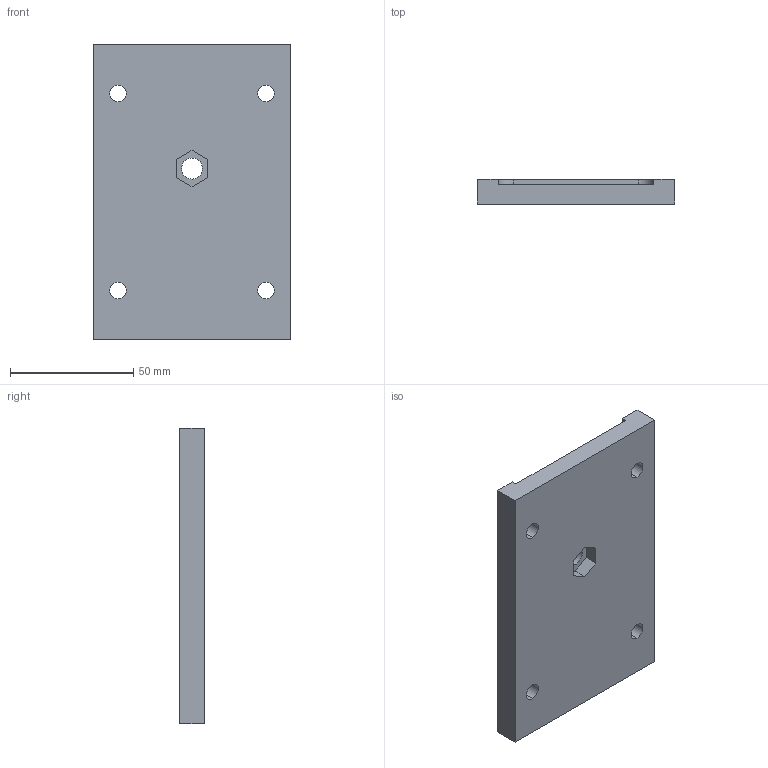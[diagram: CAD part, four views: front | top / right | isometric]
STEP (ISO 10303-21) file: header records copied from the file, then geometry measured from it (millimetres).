
FILE_DESCRIPTION (( 'STEP AP214' ), '1' );
FILE_NAME ('BenchWheelSpacer-Boss-Extrude4.STEP', '2022-07-20T03:52:41', ( '' ), ( '' ), 'SwSTEP 2.0', 'SolidWorks 2021', '' );
FILE_SCHEMA (( 'AUTOMOTIVE_DESIGN' ));
Length unit declared in the file: millimetre
Products named in the file (1): BenchWheelSpacer-Boss-Extrude4
Bounding box: 80 x 10 x 120 mm (x, y, z)
Volume: 84558 mm3; surface area: 24142.7 mm2
Topology: 1 solids, 1 shells, 37 faces, 104 edges, 68 vertices
Faces by surface type: plane 19, cylinder 12, cone 6
Entity records: 1258 total; most frequent: CARTESIAN_POINT 222, DIRECTION 210, ORIENTED_EDGE 208, EDGE_CURVE 104, AXIS2_PLACEMENT_3D 72, VERTEX_POINT 68, LINE 66, VECTOR 66
